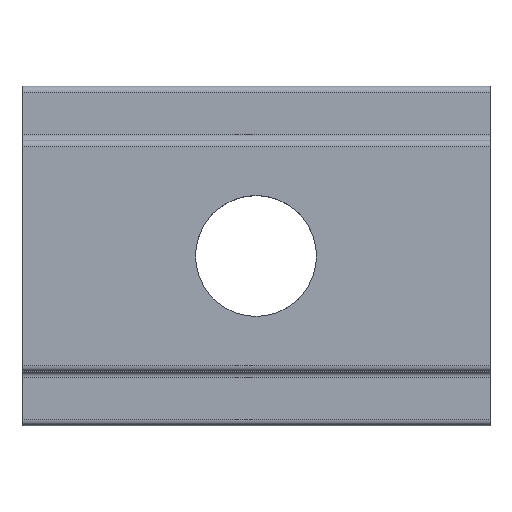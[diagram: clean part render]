
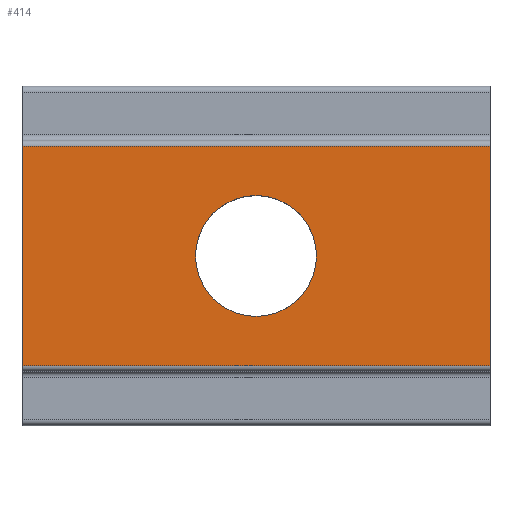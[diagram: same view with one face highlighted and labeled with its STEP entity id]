
A CAD part, top view. The second image highlights one B-rep face of the part: STEP entity #414.
In plain terms, the highlighted planar face has unit normal (0, 0, 1).
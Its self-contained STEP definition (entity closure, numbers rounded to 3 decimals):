
#21=PLANE('',#454);
#36=CIRCLE('',#455,2.067);
#61=LINE('',#658,#97);
#62=LINE('',#661,#98);
#63=LINE('',#663,#99);
#64=LINE('',#665,#100);
#97=VECTOR('',#520,1000.);
#98=VECTOR('',#521,1000.);
#99=VECTOR('',#522,1000.);
#100=VECTOR('',#523,1000.);
#142=ORIENTED_EDGE('',*,*,#262,.F.);
#143=ORIENTED_EDGE('',*,*,#263,.T.);
#144=ORIENTED_EDGE('',*,*,#264,.F.);
#145=ORIENTED_EDGE('',*,*,#265,.F.);
#146=ORIENTED_EDGE('',*,*,#266,.T.);
#262=EDGE_CURVE('',#321,#321,#36,.T.);
#263=EDGE_CURVE('',#322,#323,#61,.T.);
#264=EDGE_CURVE('',#324,#323,#62,.T.);
#265=EDGE_CURVE('',#325,#324,#63,.T.);
#266=EDGE_CURVE('',#325,#322,#64,.T.);
#321=VERTEX_POINT('',#657);
#322=VERTEX_POINT('',#659);
#323=VERTEX_POINT('',#660);
#324=VERTEX_POINT('',#662);
#325=VERTEX_POINT('',#664);
#355=EDGE_LOOP('',(#142));
#356=EDGE_LOOP('',(#143,#144,#145,#146));
#379=FACE_BOUND('',#355,.T.);
#380=FACE_BOUND('',#356,.T.);
#414=ADVANCED_FACE('',(#379,#380),#21,.F.);
#454=AXIS2_PLACEMENT_3D('',#655,#516,#517);
#455=AXIS2_PLACEMENT_3D('',#656,#518,#519);
#516=DIRECTION('',(0.,0.,-1.));
#517=DIRECTION('',(-1.,0.,0.));
#518=DIRECTION('',(0.,0.,1.));
#519=DIRECTION('',(1.,0.,0.));
#520=DIRECTION('',(0.,-1.,0.));
#521=DIRECTION('',(-1.,0.,0.));
#522=DIRECTION('',(0.,-1.,0.));
#523=DIRECTION('',(-1.,0.,0.));
#655=CARTESIAN_POINT('',(8.,3.75,0.));
#656=CARTESIAN_POINT('',(0.,0.,0.));
#657=CARTESIAN_POINT('',(2.067,0.,0.));
#658=CARTESIAN_POINT('',(-8.,3.75,0.));
#659=CARTESIAN_POINT('',(-8.,3.75,0.));
#660=CARTESIAN_POINT('',(-8.,-3.75,0.));
#661=CARTESIAN_POINT('',(8.,-3.75,0.));
#662=CARTESIAN_POINT('',(8.,-3.75,0.));
#663=CARTESIAN_POINT('',(8.,3.75,0.));
#664=CARTESIAN_POINT('',(8.,3.75,0.));
#665=CARTESIAN_POINT('',(8.,3.75,0.));
